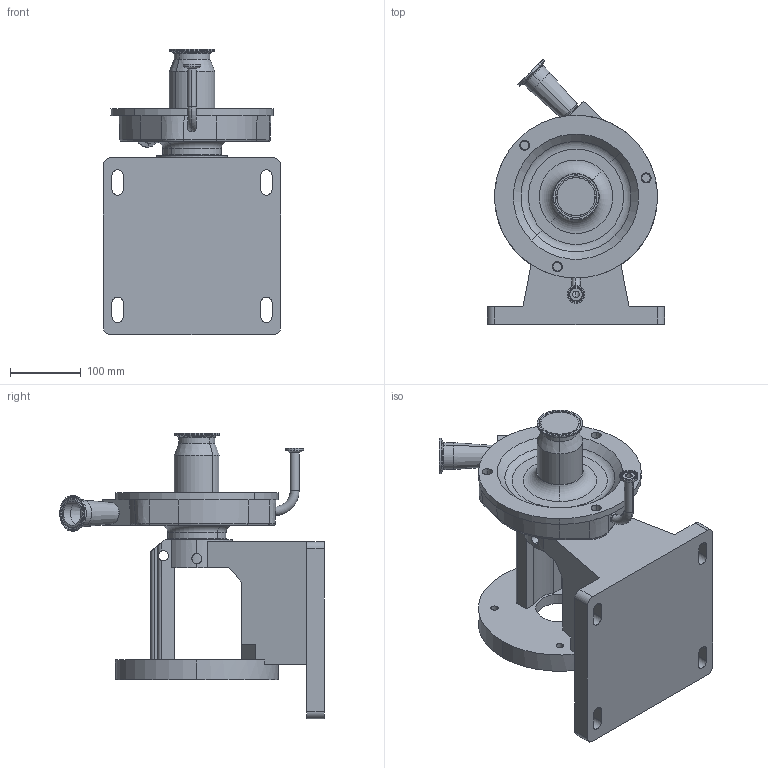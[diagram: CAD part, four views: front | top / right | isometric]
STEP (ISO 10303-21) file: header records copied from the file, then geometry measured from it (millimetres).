
FILE_DESCRIPTION (( 'STEP AP214' ), '1' );
FILE_NAME ('FP 720 180TC 45L 1-2 In ELBOW FRONT.STEP', '2010-02-25T22:19:09', ( ' ' ), ( '' ), 'SwSTEP 2.0', 'SolidWorks 2010', '' );
FILE_SCHEMA (( 'AUTOMOTIVE_DESIGN' ));
Length unit declared in the file: millimetre
Products named in the file (2): FP 720 180TC 45L 1-2 In ELBOW FRONT^1275000106; FP 720 180TC 45L 1-2 In ELBOW FRONT
Assembly tree (1 placements, depth 2):
  FP 720 180TC 45L 1-2 In ELBOW FRONT
    FP 720 180TC 45L 1-2 In ELBOW FRONT^1275000106
Bounding box: 250 x 373.89 x 403 mm (x, y, z)
Volume: 6589557.4 mm3; surface area: 590045.1 mm2
Topology: 1 solids, 2 shells, 281 faces, 708 edges, 442 vertices
Faces by surface type: cylinder 116, plane 82, torus 42, cone 40, bspline 1
Entity records: 9034 total; most frequent: CARTESIAN_POINT 1934, DIRECTION 1604, ORIENTED_EDGE 1416, EDGE_CURVE 708, AXIS2_PLACEMENT_3D 638, VERTEX_POINT 442, CIRCLE 354, LINE 328
